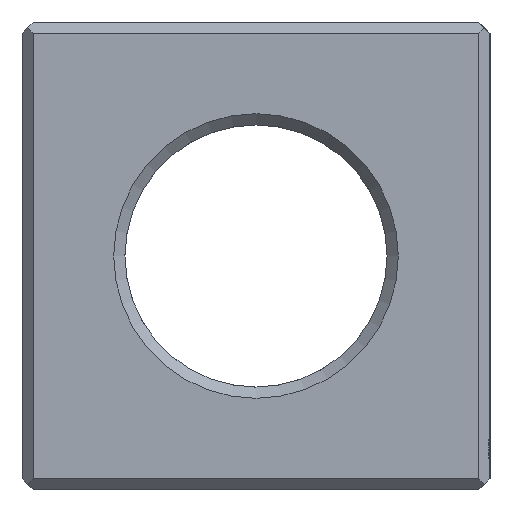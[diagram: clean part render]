
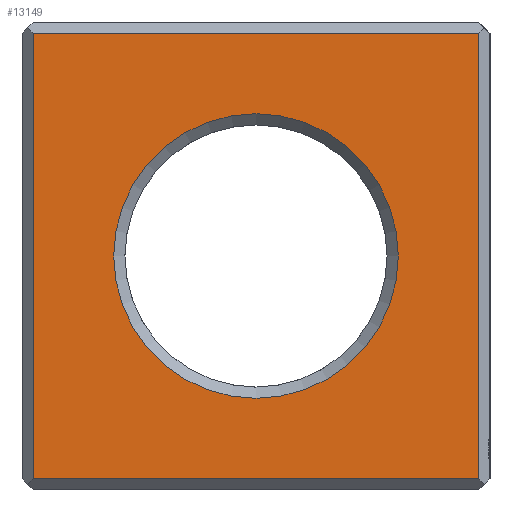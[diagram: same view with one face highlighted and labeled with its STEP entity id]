
A CAD part, left-side view. The second image highlights one B-rep face of the part: STEP entity #13149.
In plain terms, the highlighted planar face has unit normal (-1, 0, 0).
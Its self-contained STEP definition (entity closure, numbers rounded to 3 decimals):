
#72 = PLANE('',#73);
#73 = AXIS2_PLACEMENT_3D('',#74,#75,#76);
#74 = CARTESIAN_POINT('',(0.,0.,0.3));
#75 = DIRECTION('',(-0.707,0.,-0.707));
#76 = DIRECTION('',(0.707,0.,-0.707));
#677 = PLANE('',#678);
#678 = AXIS2_PLACEMENT_3D('',#679,#680,#681);
#679 = CARTESIAN_POINT('',(0.3,12.5,0.));
#680 = DIRECTION('',(0.707,-0.707,0.));
#681 = DIRECTION('',(-0.707,-0.707,0.));
#908 = PLANE('',#909);
#909 = AXIS2_PLACEMENT_3D('',#910,#911,#912);
#910 = CARTESIAN_POINT('',(0.3,0.,0.));
#911 = DIRECTION('',(-0.707,-0.707,0.));
#912 = DIRECTION('',(-0.707,0.707,0.));
#976 = VERTEX_POINT('',#977);
#977 = CARTESIAN_POINT('',(0.,0.3,0.3));
#998 = EDGE_CURVE('',#976,#999,#1001,.T.);
#999 = VERTEX_POINT('',#1000);
#1000 = CARTESIAN_POINT('',(0.,12.2,0.3));
#1001 = SURFACE_CURVE('',#1002,(#1006,#1013),.PCURVE_S1.);
#1002 = LINE('',#1003,#1004);
#1003 = CARTESIAN_POINT('',(0.,0.,0.3));
#1004 = VECTOR('',#1005,1.);
#1005 = DIRECTION('',(0.,1.,0.));
#1006 = PCURVE('',#72,#1007);
#1007 = DEFINITIONAL_REPRESENTATION('',(#1008),#1012);
#1008 = LINE('',#1009,#1010);
#1009 = CARTESIAN_POINT('',(0.,-0.));
#1010 = VECTOR('',#1011,1.);
#1011 = DIRECTION('',(0.,-1.));
#1012 = ( GEOMETRIC_REPRESENTATION_CONTEXT(2) 
PARAMETRIC_REPRESENTATION_CONTEXT() REPRESENTATION_CONTEXT('2D SPACE',''
  ) );
#1013 = PCURVE('',#1014,#1019);
#1014 = PLANE('',#1015);
#1015 = AXIS2_PLACEMENT_3D('',#1016,#1017,#1018);
#1016 = CARTESIAN_POINT('',(0.,12.5,0.));
#1017 = DIRECTION('',(1.,0.,0.));
#1018 = DIRECTION('',(0.,-1.,0.));
#1019 = DEFINITIONAL_REPRESENTATION('',(#1020),#1024);
#1020 = LINE('',#1021,#1022);
#1021 = CARTESIAN_POINT('',(12.5,-0.3));
#1022 = VECTOR('',#1023,1.);
#1023 = DIRECTION('',(-1.,0.));
#1024 = ( GEOMETRIC_REPRESENTATION_CONTEXT(2) 
PARAMETRIC_REPRESENTATION_CONTEXT() REPRESENTATION_CONTEXT('2D SPACE',''
  ) );
#2435 = VERTEX_POINT('',#2436);
#2436 = CARTESIAN_POINT('',(0.,12.2,12.2));
#2450 = PLANE('',#2451);
#2451 = AXIS2_PLACEMENT_3D('',#2452,#2453,#2454);
#2452 = CARTESIAN_POINT('',(0.3,0.,12.5));
#2453 = DIRECTION('',(-0.707,0.,0.707));
#2454 = DIRECTION('',(-0.707,0.,-0.707));
#2462 = EDGE_CURVE('',#999,#2435,#2463,.T.);
#2463 = SURFACE_CURVE('',#2464,(#2468,#2475),.PCURVE_S1.);
#2464 = LINE('',#2465,#2466);
#2465 = CARTESIAN_POINT('',(0.,12.2,0.));
#2466 = VECTOR('',#2467,1.);
#2467 = DIRECTION('',(0.,0.,1.));
#2468 = PCURVE('',#677,#2469);
#2469 = DEFINITIONAL_REPRESENTATION('',(#2470),#2474);
#2470 = LINE('',#2471,#2472);
#2471 = CARTESIAN_POINT('',(0.424,0.));
#2472 = VECTOR('',#2473,1.);
#2473 = DIRECTION('',(0.,-1.));
#2474 = ( GEOMETRIC_REPRESENTATION_CONTEXT(2) 
PARAMETRIC_REPRESENTATION_CONTEXT() REPRESENTATION_CONTEXT('2D SPACE',''
  ) );
#2475 = PCURVE('',#1014,#2476);
#2476 = DEFINITIONAL_REPRESENTATION('',(#2477),#2481);
#2477 = LINE('',#2478,#2479);
#2478 = CARTESIAN_POINT('',(0.3,0.));
#2479 = VECTOR('',#2480,1.);
#2480 = DIRECTION('',(0.,-1.));
#2481 = ( GEOMETRIC_REPRESENTATION_CONTEXT(2) 
PARAMETRIC_REPRESENTATION_CONTEXT() REPRESENTATION_CONTEXT('2D SPACE',''
  ) );
#13106 = VERTEX_POINT('',#13107);
#13107 = CARTESIAN_POINT('',(0.,0.3,12.2));
#13128 = EDGE_CURVE('',#976,#13106,#13129,.T.);
#13129 = SURFACE_CURVE('',#13130,(#13134,#13141),.PCURVE_S1.);
#13130 = LINE('',#13131,#13132);
#13131 = CARTESIAN_POINT('',(0.,0.3,0.));
#13132 = VECTOR('',#13133,1.);
#13133 = DIRECTION('',(0.,0.,1.));
#13134 = PCURVE('',#908,#13135);
#13135 = DEFINITIONAL_REPRESENTATION('',(#13136),#13140);
#13136 = LINE('',#13137,#13138);
#13137 = CARTESIAN_POINT('',(0.424,0.));
#13138 = VECTOR('',#13139,1.);
#13139 = DIRECTION('',(0.,-1.));
#13140 = ( GEOMETRIC_REPRESENTATION_CONTEXT(2) 
PARAMETRIC_REPRESENTATION_CONTEXT() REPRESENTATION_CONTEXT('2D SPACE',''
  ) );
#13141 = PCURVE('',#1014,#13142);
#13142 = DEFINITIONAL_REPRESENTATION('',(#13143),#13147);
#13143 = LINE('',#13144,#13145);
#13144 = CARTESIAN_POINT('',(12.2,0.));
#13145 = VECTOR('',#13146,1.);
#13146 = DIRECTION('',(0.,-1.));
#13147 = ( GEOMETRIC_REPRESENTATION_CONTEXT(2) 
PARAMETRIC_REPRESENTATION_CONTEXT() REPRESENTATION_CONTEXT('2D SPACE',''
  ) );
#13149 = ADVANCED_FACE('',(#13150,#13176),#1014,.F.);
#13150 = FACE_BOUND('',#13151,.F.);
#13151 = EDGE_LOOP('',(#13152,#13153,#13154,#13155));
#13152 = ORIENTED_EDGE('',*,*,#13128,.F.);
#13153 = ORIENTED_EDGE('',*,*,#998,.T.);
#13154 = ORIENTED_EDGE('',*,*,#2462,.T.);
#13155 = ORIENTED_EDGE('',*,*,#13156,.F.);
#13156 = EDGE_CURVE('',#13106,#2435,#13157,.T.);
#13157 = SURFACE_CURVE('',#13158,(#13162,#13169),.PCURVE_S1.);
#13158 = LINE('',#13159,#13160);
#13159 = CARTESIAN_POINT('',(0.,0.,12.2));
#13160 = VECTOR('',#13161,1.);
#13161 = DIRECTION('',(0.,1.,0.));
#13162 = PCURVE('',#1014,#13163);
#13163 = DEFINITIONAL_REPRESENTATION('',(#13164),#13168);
#13164 = LINE('',#13165,#13166);
#13165 = CARTESIAN_POINT('',(12.5,-12.2));
#13166 = VECTOR('',#13167,1.);
#13167 = DIRECTION('',(-1.,0.));
#13168 = ( GEOMETRIC_REPRESENTATION_CONTEXT(2) 
PARAMETRIC_REPRESENTATION_CONTEXT() REPRESENTATION_CONTEXT('2D SPACE',''
  ) );
#13169 = PCURVE('',#2450,#13170);
#13170 = DEFINITIONAL_REPRESENTATION('',(#13171),#13175);
#13171 = LINE('',#13172,#13173);
#13172 = CARTESIAN_POINT('',(0.424,0.));
#13173 = VECTOR('',#13174,1.);
#13174 = DIRECTION('',(0.,-1.));
#13175 = ( GEOMETRIC_REPRESENTATION_CONTEXT(2) 
PARAMETRIC_REPRESENTATION_CONTEXT() REPRESENTATION_CONTEXT('2D SPACE',''
  ) );
#13176 = FACE_BOUND('',#13177,.F.);
#13177 = EDGE_LOOP('',(#13178));
#13178 = ORIENTED_EDGE('',*,*,#13179,.T.);
#13179 = EDGE_CURVE('',#13180,#13180,#13182,.T.);
#13180 = VERTEX_POINT('',#13181);
#13181 = CARTESIAN_POINT('',(0.,2.45,6.25));
#13182 = SURFACE_CURVE('',#13183,(#13188,#13199),.PCURVE_S1.);
#13183 = CIRCLE('',#13184,3.8);
#13184 = AXIS2_PLACEMENT_3D('',#13185,#13186,#13187);
#13185 = CARTESIAN_POINT('',(0.,6.25,6.25));
#13186 = DIRECTION('',(-1.,0.,0.));
#13187 = DIRECTION('',(0.,-1.,0.));
#13188 = PCURVE('',#1014,#13189);
#13189 = DEFINITIONAL_REPRESENTATION('',(#13190),#13198);
#13190 = ( BOUNDED_CURVE() B_SPLINE_CURVE(2,(#13191,#13192,#13193,#13194
    ,#13195,#13196,#13197),.UNSPECIFIED.,.T.,.F.) 
B_SPLINE_CURVE_WITH_KNOTS((1,2,2,2,2,1),(-2.094,0.,
    2.094,4.189,6.283,8.378),
.UNSPECIFIED.) CURVE() GEOMETRIC_REPRESENTATION_ITEM() 
RATIONAL_B_SPLINE_CURVE((1.,0.5,1.,0.5,1.,0.5,1.)) REPRESENTATION_ITEM(
  '') );
#13191 = CARTESIAN_POINT('',(10.05,-6.25));
#13192 = CARTESIAN_POINT('',(10.05,-12.832));
#13193 = CARTESIAN_POINT('',(4.35,-9.541));
#13194 = CARTESIAN_POINT('',(-1.35,-6.25));
#13195 = CARTESIAN_POINT('',(4.35,-2.959));
#13196 = CARTESIAN_POINT('',(10.05,0.332));
#13197 = CARTESIAN_POINT('',(10.05,-6.25));
#13198 = ( GEOMETRIC_REPRESENTATION_CONTEXT(2) 
PARAMETRIC_REPRESENTATION_CONTEXT() REPRESENTATION_CONTEXT('2D SPACE',''
  ) );
#13199 = PCURVE('',#13200,#13205);
#13200 = CONICAL_SURFACE('',#13201,3.5,0.785);
#13201 = AXIS2_PLACEMENT_3D('',#13202,#13203,#13204);
#13202 = CARTESIAN_POINT('',(0.3,6.25,6.25));
#13203 = DIRECTION('',(-1.,-0.,-0.));
#13204 = DIRECTION('',(0.,-1.,0.));
#13205 = DEFINITIONAL_REPRESENTATION('',(#13206),#13210);
#13206 = LINE('',#13207,#13208);
#13207 = CARTESIAN_POINT('',(-0.,0.3));
#13208 = VECTOR('',#13209,1.);
#13209 = DIRECTION('',(1.,-0.));
#13210 = ( GEOMETRIC_REPRESENTATION_CONTEXT(2) 
PARAMETRIC_REPRESENTATION_CONTEXT() REPRESENTATION_CONTEXT('2D SPACE',''
  ) );
